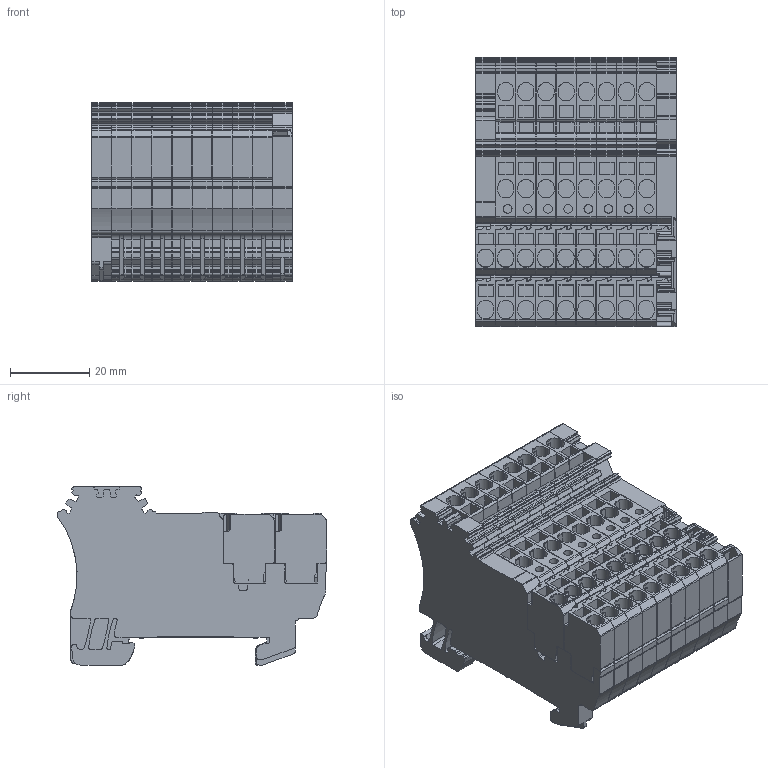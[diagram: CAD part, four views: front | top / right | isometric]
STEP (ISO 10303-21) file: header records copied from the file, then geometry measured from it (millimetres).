
FILE_DESCRIPTION(('CATIA V5R22 STEP214','CAx-IF Rec.Pracs.--- Model Styling and Organization---1.4--- 2014-01-23'),'2;1');
FILE_NAME ('018893-1_2', '2022-01-21T14:09:36+00:00', ('Weidmueller Interface'), ('Weidmueller'), 'CATIA Version 5-6 Release 2016 SP3 HF44', 'CATIA V5 STEP AP214', 'none');
FILE_SCHEMA(('AUTOMOTIVE_DESIGN { 1 0 10303 214 1 1 1 1 }'));
Products named in the file (1): 1692650000
Bounding box: 50.72 x 68.05 x 45.05 mm (x, y, z)
Volume: 94744.2 mm3; surface area: 76252.2 mm2
Topology: 14 solids, 16 shells, 4754 faces, 13858 edges, 9242 vertices
Faces by surface type: plane 3000, cylinder 1653, extrusion 69, torus 32
Entity records: 156193 total; most frequent: CARTESIAN_POINT 34004, ORIENTED_EDGE 27716, DIRECTION 21271, EDGE_CURVE 13858, VECTOR 9992, LINE 9923, VERTEX_POINT 9242, AXIS2_PLACEMENT_3D 7157
